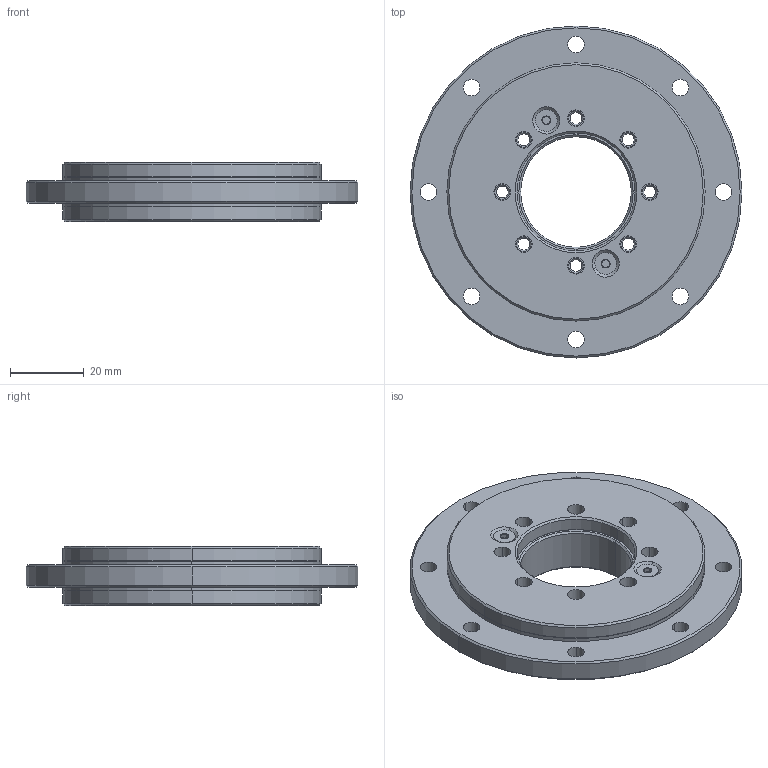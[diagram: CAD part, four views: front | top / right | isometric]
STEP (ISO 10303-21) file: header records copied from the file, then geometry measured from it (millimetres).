
FILE_DESCRIPTION(('STEP AP214'),'1');
FILE_NAME('cctmp_7116A671-1AB7-4E35-B0A6-4929336BA8E8_2025_03_30_23_33_43_0322_145912..stp','2025-03-30T21:33:43',('igus GmbH'),('CADClick - www.CADClick.com'),'Spatial InterOp 3D',' ','unknown authorization');
FILE_SCHEMA(('AUTOMOTIVE_DESIGN'));
Length unit declared in the file: millimetre
Products named in the file (3): 2025_03_30_23_33_43_0290; 2025_03_30_23_33_43_0306; 2025_03_30_23_33_43_0322
Bounding box: 90 x 90 x 16 mm (x, y, z)
Volume: 61340.8 mm3; surface area: 37424.6 mm2
Topology: 3 solids, 3 shells, 195 faces, 430 edges, 262 vertices
Faces by surface type: cylinder 86, cone 70, plane 39
Entity records: 7084 total; most frequent: DIRECTION 1052, CARTESIAN_POINT 914, ORIENTED_EDGE 860, AXIS2_PLACEMENT_3D 436, EDGE_CURVE 430, VERTEX_POINT 262, EDGE_LOOP 254, CIRCLE 238
